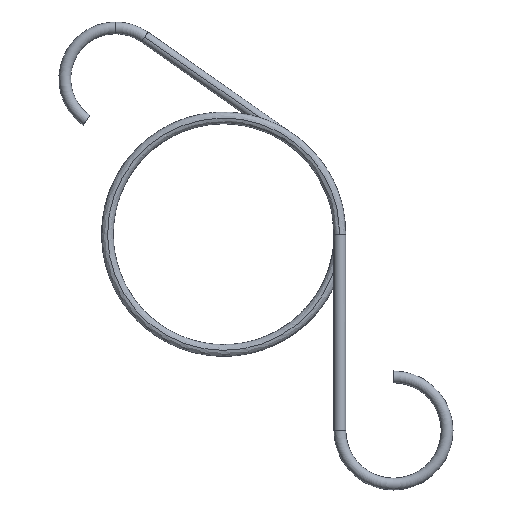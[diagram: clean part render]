
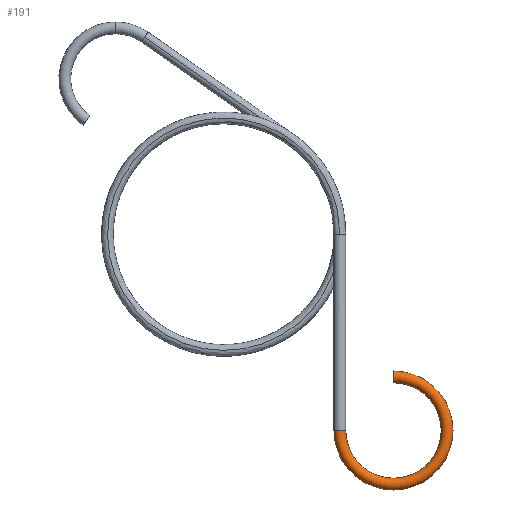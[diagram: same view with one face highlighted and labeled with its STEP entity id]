
A CAD part, left-side view. The second image highlights one B-rep face of the part: STEP entity #191.
In plain terms, the highlighted toroidal (fillet/blend) face has major radius 1.5 mm and minor radius 0.165 mm.
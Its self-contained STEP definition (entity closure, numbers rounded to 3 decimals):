
#42 = AXIS2_PLACEMENT_3D ( 'NONE', #1234, #1858, #1400 ) ;
#126 = VERTEX_POINT ( 'NONE', #1785 ) ;
#177 = CIRCLE ( 'NONE', #1297, 1.335 ) ;
#180 = VERTEX_POINT ( 'NONE', #1158 ) ;
#191 = ADVANCED_FACE ( 'NONE', ( #1188 ), #1329, .T. ) ;
#267 = ORIENTED_EDGE ( 'NONE', *, *, #671, .F. ) ;
#367 = CIRCLE ( 'NONE', #42, 0.165 ) ;
#385 = DIRECTION ( 'NONE',  ( -1., 0., 0. ) ) ;
#441 = VERTEX_POINT ( 'NONE', #1024 ) ;
#447 = DIRECTION ( 'NONE',  ( 0., 0., 1. ) ) ;
#515 = ORIENTED_EDGE ( 'NONE', *, *, #1862, .T. ) ;
#671 = EDGE_CURVE ( 'NONE', #126, #441, #1167, .T. ) ;
#699 = CARTESIAN_POINT ( 'NONE',  ( 0., -3.25, -5.49 ) ) ;
#715 = DIRECTION ( 'NONE',  ( -1., 0., 0. ) ) ;
#741 = CARTESIAN_POINT ( 'NONE',  ( 0., -4.75, -5.49 ) ) ;
#802 = AXIS2_PLACEMENT_3D ( 'NONE', #741, #2012, #447 ) ;
#874 = CARTESIAN_POINT ( 'NONE',  ( 0., -4.75, -5.49 ) ) ;
#984 = ORIENTED_EDGE ( 'NONE', *, *, #1590, .F. ) ;
#992 = DIRECTION ( 'NONE',  ( 0., -1., 0. ) ) ;
#1024 = CARTESIAN_POINT ( 'NONE',  ( 0., -3.415, -5.49 ) ) ;
#1087 = EDGE_LOOP ( 'NONE', ( #267, #1110, #515, #984 ) ) ;
#1110 = ORIENTED_EDGE ( 'NONE', *, *, #1249, .T. ) ;
#1158 = CARTESIAN_POINT ( 'NONE',  ( 0., -4.75, -4.155 ) ) ;
#1167 = CIRCLE ( 'NONE', #1229, 0.165 ) ;
#1169 = CARTESIAN_POINT ( 'NONE',  ( 0., -4.75, -5.49 ) ) ;
#1188 = FACE_OUTER_BOUND ( 'NONE', #1087, .T. ) ;
#1229 = AXIS2_PLACEMENT_3D ( 'NONE', #699, #1627, #992 ) ;
#1234 = CARTESIAN_POINT ( 'NONE',  ( 0., -4.75, -3.99 ) ) ;
#1249 = EDGE_CURVE ( 'NONE', #126, #1886, #2013, .T. ) ;
#1297 = AXIS2_PLACEMENT_3D ( 'NONE', #874, #715, #1612 ) ;
#1329 = TOROIDAL_SURFACE ( 'NONE', #1522, 1.5, 0.165 ) ;
#1400 = DIRECTION ( 'NONE',  ( 0., 0., -1. ) ) ;
#1522 = AXIS2_PLACEMENT_3D ( 'NONE', #1169, #385, #1971 ) ;
#1590 = EDGE_CURVE ( 'NONE', #441, #180, #177, .T. ) ;
#1612 = DIRECTION ( 'NONE',  ( 0., 0., 1. ) ) ;
#1627 = DIRECTION ( 'NONE',  ( 0., 0., 1. ) ) ;
#1785 = CARTESIAN_POINT ( 'NONE',  ( 0., -3.085, -5.49 ) ) ;
#1858 = DIRECTION ( 'NONE',  ( 0., -1., 0. ) ) ;
#1862 = EDGE_CURVE ( 'NONE', #1886, #180, #367, .T. ) ;
#1886 = VERTEX_POINT ( 'NONE', #2022 ) ;
#1971 = DIRECTION ( 'NONE',  ( 0., 0., 1. ) ) ;
#2012 = DIRECTION ( 'NONE',  ( -1., 0., 0. ) ) ;
#2013 = CIRCLE ( 'NONE', #802, 1.665 ) ;
#2022 = CARTESIAN_POINT ( 'NONE',  ( 0., -4.75, -3.825 ) ) ;
